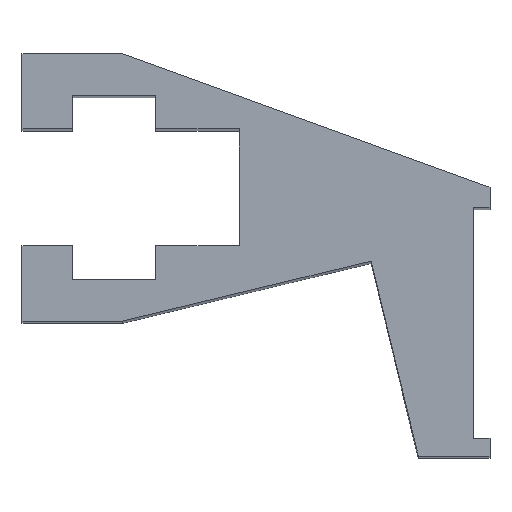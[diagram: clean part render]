
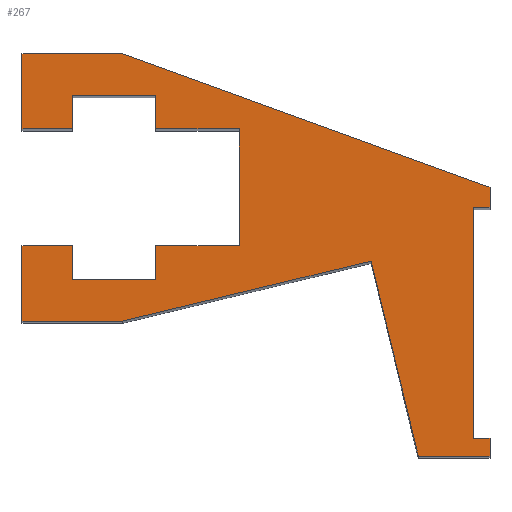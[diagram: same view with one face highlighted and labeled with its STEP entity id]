
A CAD part, top view. The second image highlights one B-rep face of the part: STEP entity #267.
In plain terms, the highlighted planar face has unit normal (0, 0, 1).
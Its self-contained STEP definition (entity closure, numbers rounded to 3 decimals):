
#68=CARTESIAN_POINT('',(32.354,24.967,0.1));
#69=DIRECTION('',(0.0,0.0,1.0));
#70=DIRECTION('',(1.0,0.0,0.0));
#71=AXIS2_PLACEMENT_3D('',#68,#69,#70);
#72=PLANE('',#71);
#73=CARTESIAN_POINT('',(25.641,27.971,0.1));
#74=VERTEX_POINT('',#73);
#75=CARTESIAN_POINT('',(25.641,30.221,0.1));
#76=VERTEX_POINT('',#75);
#77=CARTESIAN_POINT('',(25.641,27.971,0.1));
#78=DIRECTION('',(0.0,1.0,0.0));
#79=VECTOR('',#78,2.25);
#80=LINE('',#77,#79);
#81=EDGE_CURVE('',#74,#76,#80,.T.);
#82=ORIENTED_EDGE('',*,*,#81,.F.);
#83=CARTESIAN_POINT('',(27.141,27.971,0.1));
#84=VERTEX_POINT('',#83);
#85=CARTESIAN_POINT('',(27.141,27.971,0.1));
#86=DIRECTION('',(-1.0,0.0,0.0));
#87=VECTOR('',#86,1.5);
#88=LINE('',#85,#87);
#89=EDGE_CURVE('',#84,#74,#88,.T.);
#90=ORIENTED_EDGE('',*,*,#89,.F.);
#91=CARTESIAN_POINT('',(27.141,28.971,0.1));
#92=VERTEX_POINT('',#91);
#93=CARTESIAN_POINT('',(27.141,28.971,0.1));
#94=DIRECTION('',(0.0,-1.0,0.0));
#95=VECTOR('',#94,1.0);
#96=LINE('',#93,#95);
#97=EDGE_CURVE('',#92,#84,#96,.T.);
#98=ORIENTED_EDGE('',*,*,#97,.F.);
#99=CARTESIAN_POINT('',(29.641,28.971,0.1));
#100=VERTEX_POINT('',#99);
#101=CARTESIAN_POINT('',(29.641,28.971,0.1));
#102=DIRECTION('',(-1.0,0.0,0.0));
#103=VECTOR('',#102,2.5);
#104=LINE('',#101,#103);
#105=EDGE_CURVE('',#100,#92,#104,.T.);
#106=ORIENTED_EDGE('',*,*,#105,.F.);
#107=CARTESIAN_POINT('',(29.641,27.971,0.1));
#108=VERTEX_POINT('',#107);
#109=CARTESIAN_POINT('',(29.641,27.971,0.1));
#110=DIRECTION('',(0.0,1.0,0.0));
#111=VECTOR('',#110,1.0);
#112=LINE('',#109,#111);
#113=EDGE_CURVE('',#108,#100,#112,.T.);
#114=ORIENTED_EDGE('',*,*,#113,.F.);
#115=CARTESIAN_POINT('',(32.141,27.971,0.1));
#116=VERTEX_POINT('',#115);
#117=CARTESIAN_POINT('',(32.141,27.971,0.1));
#118=DIRECTION('',(-1.0,0.0,0.0));
#119=VECTOR('',#118,2.5);
#120=LINE('',#117,#119);
#121=EDGE_CURVE('',#116,#108,#120,.T.);
#122=ORIENTED_EDGE('',*,*,#121,.F.);
#123=CARTESIAN_POINT('',(32.141,24.471,0.1));
#124=VERTEX_POINT('',#123);
#125=CARTESIAN_POINT('',(32.141,24.471,0.1));
#126=DIRECTION('',(0.0,1.0,0.0));
#127=VECTOR('',#126,3.5);
#128=LINE('',#125,#127);
#129=EDGE_CURVE('',#124,#116,#128,.T.);
#130=ORIENTED_EDGE('',*,*,#129,.F.);
#131=CARTESIAN_POINT('',(29.641,24.471,0.1));
#132=VERTEX_POINT('',#131);
#133=CARTESIAN_POINT('',(29.641,24.471,0.1));
#134=DIRECTION('',(1.0,0.0,0.0));
#135=VECTOR('',#134,2.5);
#136=LINE('',#133,#135);
#137=EDGE_CURVE('',#132,#124,#136,.T.);
#138=ORIENTED_EDGE('',*,*,#137,.F.);
#139=CARTESIAN_POINT('',(29.641,23.471,0.1));
#140=VERTEX_POINT('',#139);
#141=CARTESIAN_POINT('',(29.641,23.471,0.1));
#142=DIRECTION('',(0.0,1.0,0.0));
#143=VECTOR('',#142,1.0);
#144=LINE('',#141,#143);
#145=EDGE_CURVE('',#140,#132,#144,.T.);
#146=ORIENTED_EDGE('',*,*,#145,.F.);
#147=CARTESIAN_POINT('',(27.141,23.471,0.1));
#148=VERTEX_POINT('',#147);
#149=CARTESIAN_POINT('',(27.141,23.471,0.1));
#150=DIRECTION('',(1.0,0.0,0.0));
#151=VECTOR('',#150,2.5);
#152=LINE('',#149,#151);
#153=EDGE_CURVE('',#148,#140,#152,.T.);
#154=ORIENTED_EDGE('',*,*,#153,.F.);
#155=CARTESIAN_POINT('',(27.141,24.471,0.1));
#156=VERTEX_POINT('',#155);
#157=CARTESIAN_POINT('',(27.141,24.471,0.1));
#158=DIRECTION('',(0.0,-1.0,0.0));
#159=VECTOR('',#158,1.0);
#160=LINE('',#157,#159);
#161=EDGE_CURVE('',#156,#148,#160,.T.);
#162=ORIENTED_EDGE('',*,*,#161,.F.);
#163=CARTESIAN_POINT('',(25.641,24.471,0.1));
#164=VERTEX_POINT('',#163);
#165=CARTESIAN_POINT('',(25.641,24.471,0.1));
#166=DIRECTION('',(1.0,0.0,0.0));
#167=VECTOR('',#166,1.5);
#168=LINE('',#165,#167);
#169=EDGE_CURVE('',#164,#156,#168,.T.);
#170=ORIENTED_EDGE('',*,*,#169,.F.);
#171=CARTESIAN_POINT('',(25.641,22.221,0.1));
#172=VERTEX_POINT('',#171);
#173=CARTESIAN_POINT('',(25.641,22.221,0.1));
#174=DIRECTION('',(0.0,1.0,0.0));
#175=VECTOR('',#174,2.25);
#176=LINE('',#173,#175);
#177=EDGE_CURVE('',#172,#164,#176,.T.);
#178=ORIENTED_EDGE('',*,*,#177,.F.);
#179=CARTESIAN_POINT('',(28.641,22.221,0.1));
#180=VERTEX_POINT('',#179);
#181=CARTESIAN_POINT('',(28.641,22.221,0.1));
#182=DIRECTION('',(-1.0,0.0,0.0));
#183=VECTOR('',#182,3.);
#184=LINE('',#181,#183);
#185=EDGE_CURVE('',#180,#172,#184,.T.);
#186=ORIENTED_EDGE('',*,*,#185,.F.);
#187=CARTESIAN_POINT('',(36.088,24.016,0.1));
#188=VERTEX_POINT('',#187);
#189=CARTESIAN_POINT('',(36.088,24.016,0.1));
#190=DIRECTION('',(-0.972,-0.234,0.0));
#191=VECTOR('',#190,7.66);
#192=LINE('',#189,#191);
#193=EDGE_CURVE('',#188,#180,#192,.T.);
#194=ORIENTED_EDGE('',*,*,#193,.F.);
#195=CARTESIAN_POINT('',(37.494,18.183,0.1));
#196=VERTEX_POINT('',#195);
#197=CARTESIAN_POINT('',(37.494,18.183,0.1));
#198=DIRECTION('',(-0.234,0.972,0.0));
#199=VECTOR('',#198,6.);
#200=LINE('',#197,#199);
#201=EDGE_CURVE('',#196,#188,#200,.T.);
#202=ORIENTED_EDGE('',*,*,#201,.F.);
#203=CARTESIAN_POINT('',(39.641,18.183,0.1));
#204=VERTEX_POINT('',#203);
#205=CARTESIAN_POINT('',(39.641,18.183,0.1));
#206=DIRECTION('',(-1.0,0.0,0.0));
#207=VECTOR('',#206,2.147);
#208=LINE('',#205,#207);
#209=EDGE_CURVE('',#204,#196,#208,.T.);
#210=ORIENTED_EDGE('',*,*,#209,.F.);
#211=CARTESIAN_POINT('',(39.641,18.721,0.1));
#212=VERTEX_POINT('',#211);
#213=CARTESIAN_POINT('',(39.641,18.721,0.1));
#214=DIRECTION('',(0.0,-1.0,0.0));
#215=VECTOR('',#214,0.537);
#216=LINE('',#213,#215);
#217=EDGE_CURVE('',#212,#204,#216,.T.);
#218=ORIENTED_EDGE('',*,*,#217,.F.);
#219=CARTESIAN_POINT('',(39.141,18.721,0.1));
#220=VERTEX_POINT('',#219);
#221=CARTESIAN_POINT('',(39.141,18.721,0.1));
#222=DIRECTION('',(1.0,0.0,0.0));
#223=VECTOR('',#222,0.5);
#224=LINE('',#221,#223);
#225=EDGE_CURVE('',#220,#212,#224,.T.);
#226=ORIENTED_EDGE('',*,*,#225,.F.);
#227=CARTESIAN_POINT('',(39.141,25.627,0.1));
#228=VERTEX_POINT('',#227);
#229=CARTESIAN_POINT('',(39.141,25.627,0.1));
#230=DIRECTION('',(0.0,-1.0,0.0));
#231=VECTOR('',#230,6.906);
#232=LINE('',#229,#231);
#233=EDGE_CURVE('',#228,#220,#232,.T.);
#234=ORIENTED_EDGE('',*,*,#233,.F.);
#235=CARTESIAN_POINT('',(39.641,25.627,0.1));
#236=VERTEX_POINT('',#235);
#237=CARTESIAN_POINT('',(39.641,25.627,0.1));
#238=DIRECTION('',(-1.0,0.0,0.0));
#239=VECTOR('',#238,0.5);
#240=LINE('',#237,#239);
#241=EDGE_CURVE('',#236,#228,#240,.T.);
#242=ORIENTED_EDGE('',*,*,#241,.F.);
#243=CARTESIAN_POINT('',(39.641,26.221,0.1));
#244=VERTEX_POINT('',#243);
#245=CARTESIAN_POINT('',(39.641,26.221,0.1));
#246=DIRECTION('',(0.0,-1.0,0.0));
#247=VECTOR('',#246,0.594);
#248=LINE('',#245,#247);
#249=EDGE_CURVE('',#244,#236,#248,.T.);
#250=ORIENTED_EDGE('',*,*,#249,.F.);
#251=CARTESIAN_POINT('',(28.641,30.221,0.1));
#252=VERTEX_POINT('',#251);
#253=CARTESIAN_POINT('',(28.641,30.221,0.1));
#254=DIRECTION('',(0.94,-0.342,0.0));
#255=VECTOR('',#254,11.705);
#256=LINE('',#253,#255);
#257=EDGE_CURVE('',#252,#244,#256,.T.);
#258=ORIENTED_EDGE('',*,*,#257,.F.);
#259=CARTESIAN_POINT('',(25.641,30.221,0.1));
#260=DIRECTION('',(1.0,0.0,0.0));
#261=VECTOR('',#260,3.);
#262=LINE('',#259,#261);
#263=EDGE_CURVE('',#76,#252,#262,.T.);
#264=ORIENTED_EDGE('',*,*,#263,.F.);
#265=EDGE_LOOP('',(#82,#90,#98,#106,#114,#122,#130,#138,#146,#154,#162,#170,#178,#186,#194,#202,#210,#218,#226,#234,#242,#250,#258,#264));
#266=FACE_OUTER_BOUND('',#265,.T.);
#267=ADVANCED_FACE('',(#266),#72,.T.);
